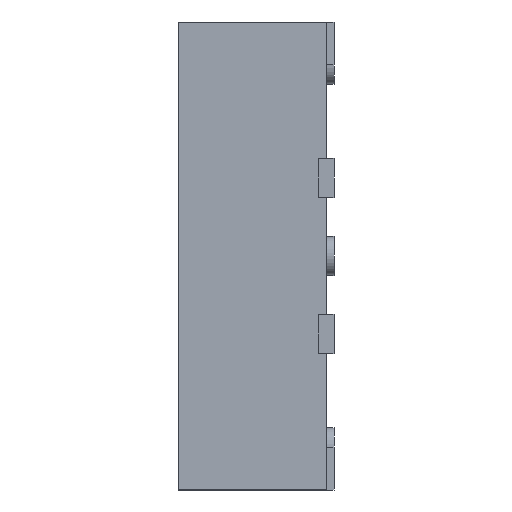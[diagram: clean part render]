
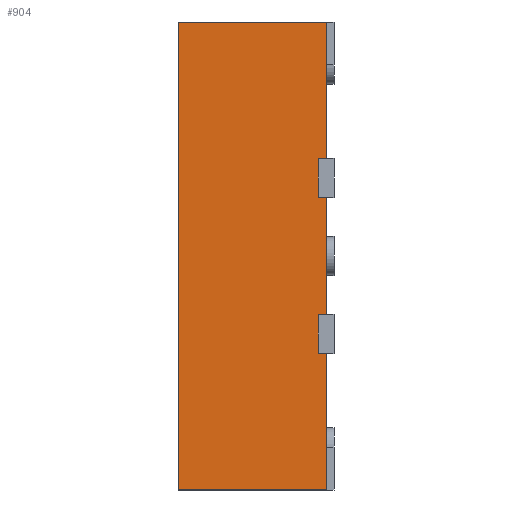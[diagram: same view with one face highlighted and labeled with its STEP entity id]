
A CAD part, left-side view. The second image highlights one B-rep face of the part: STEP entity #904.
In plain terms, the highlighted planar face has unit normal (-1, 0, 0).
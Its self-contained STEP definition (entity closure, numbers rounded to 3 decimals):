
#56 = LINE ( 'NONE', #1323, #4177 ) ;
#58 = DIRECTION ( 'NONE',  ( 0., 0., -1. ) ) ;
#88 = LINE ( 'NONE', #1396, #190 ) ;
#93 = ORIENTED_EDGE ( 'NONE', *, *, #1595, .T. ) ;
#163 = VECTOR ( 'NONE', #2846, 1000. ) ;
#176 = ORIENTED_EDGE ( 'NONE', *, *, #3484, .T. ) ;
#190 = VECTOR ( 'NONE', #3291, 1000. ) ;
#194 = EDGE_CURVE ( 'NONE', #4004, #2013, #1159, .T. ) ;
#198 = CARTESIAN_POINT ( 'NONE',  ( -1., 5.606, -1.5 ) ) ;
#216 = ORIENTED_EDGE ( 'NONE', *, *, #1607, .T. ) ;
#266 = LINE ( 'NONE', #198, #2178 ) ;
#281 = DIRECTION ( 'NONE',  ( 0., -1., 0. ) ) ;
#284 = ORIENTED_EDGE ( 'NONE', *, *, #2088, .T. ) ;
#341 = DIRECTION ( 'NONE',  ( 0., 0., 1. ) ) ;
#387 = CARTESIAN_POINT ( 'NONE',  ( -1., 0.1, 0.375 ) ) ;
#413 = ORIENTED_EDGE ( 'NONE', *, *, #4173, .T. ) ;
#574 = CARTESIAN_POINT ( 'NONE',  ( -1., 0.1, 0.625 ) ) ;
#577 = LINE ( 'NONE', #2218, #3141 ) ;
#585 = VERTEX_POINT ( 'NONE', #3202 ) ;
#600 = VECTOR ( 'NONE', #652, 1000. ) ;
#651 = DIRECTION ( 'NONE',  ( 0., 0., 1. ) ) ;
#652 = DIRECTION ( 'NONE',  ( 0., -1., 0. ) ) ;
#803 = DIRECTION ( 'NONE',  ( 0., 0., 1. ) ) ;
#857 = DIRECTION ( 'NONE',  ( 0., -1., 0. ) ) ;
#904 = ADVANCED_FACE ( 'NONE', ( #1940 ), #3260, .F. ) ;
#909 = VERTEX_POINT ( 'NONE', #2688 ) ;
#931 = EDGE_CURVE ( 'NONE', #2544, #2092, #577, .T. ) ;
#984 = VERTEX_POINT ( 'NONE', #1745 ) ;
#1067 = ORIENTED_EDGE ( 'NONE', *, *, #2911, .T. ) ;
#1159 = LINE ( 'NONE', #1459, #163 ) ;
#1219 = DIRECTION ( 'NONE',  ( 0., -1., 0. ) ) ;
#1225 = CARTESIAN_POINT ( 'NONE',  ( -1., 0.1, -0.375 ) ) ;
#1258 = CARTESIAN_POINT ( 'NONE',  ( -1., 0.1, -0.375 ) ) ;
#1301 = CARTESIAN_POINT ( 'NONE',  ( -1., 1., -1.5 ) ) ;
#1323 = CARTESIAN_POINT ( 'NONE',  ( -1., 0.1, 0.625 ) ) ;
#1396 = CARTESIAN_POINT ( 'NONE',  ( -1., 0.05, 1.5 ) ) ;
#1440 = CARTESIAN_POINT ( 'NONE',  ( -1., 0.05, 1.5 ) ) ;
#1459 = CARTESIAN_POINT ( 'NONE',  ( -1., 1., 1.5 ) ) ;
#1554 = CARTESIAN_POINT ( 'NONE',  ( -1., 0.05, 0.375 ) ) ;
#1595 = EDGE_CURVE ( 'NONE', #2848, #4227, #3222, .T. ) ;
#1607 = EDGE_CURVE ( 'NONE', #4004, #3175, #266, .T. ) ;
#1609 = VERTEX_POINT ( 'NONE', #1554 ) ;
#1685 = AXIS2_PLACEMENT_3D ( 'NONE', #3928, #2347, #58 ) ;
#1745 = CARTESIAN_POINT ( 'NONE',  ( -1., 0.05, -0.625 ) ) ;
#1779 = ORIENTED_EDGE ( 'NONE', *, *, #194, .F. ) ;
#1872 = CARTESIAN_POINT ( 'NONE',  ( -1., 0.1, -0.625 ) ) ;
#1911 = EDGE_CURVE ( 'NONE', #2013, #909, #2757, .T. ) ;
#1923 = DIRECTION ( 'NONE',  ( 0., 0., 1. ) ) ;
#1940 = FACE_OUTER_BOUND ( 'NONE', #3156, .T. ) ;
#2004 = LINE ( 'NONE', #1440, #3550 ) ;
#2013 = VERTEX_POINT ( 'NONE', #3212 ) ;
#2088 = EDGE_CURVE ( 'NONE', #4227, #585, #2561, .T. ) ;
#2092 = VERTEX_POINT ( 'NONE', #574 ) ;
#2122 = VERTEX_POINT ( 'NONE', #2240 ) ;
#2178 = VECTOR ( 'NONE', #281, 1000. ) ;
#2218 = CARTESIAN_POINT ( 'NONE',  ( -1., 0.1, 0.375 ) ) ;
#2240 = CARTESIAN_POINT ( 'NONE',  ( -1., 0.05, 0.625 ) ) ;
#2264 = ORIENTED_EDGE ( 'NONE', *, *, #931, .T. ) ;
#2286 = CARTESIAN_POINT ( 'NONE',  ( -1., 0.05, 1.5 ) ) ;
#2318 = CARTESIAN_POINT ( 'NONE',  ( -1., 0.1, -0.625 ) ) ;
#2347 = DIRECTION ( 'NONE',  ( 1., 0., 0. ) ) ;
#2400 = CARTESIAN_POINT ( 'NONE',  ( -1., 0.1, -0.375 ) ) ;
#2429 = ORIENTED_EDGE ( 'NONE', *, *, #1911, .F. ) ;
#2544 = VERTEX_POINT ( 'NONE', #3695 ) ;
#2561 = LINE ( 'NONE', #1258, #2863 ) ;
#2642 = DIRECTION ( 'NONE',  ( 0., -1., 0. ) ) ;
#2677 = LINE ( 'NONE', #387, #600 ) ;
#2688 = CARTESIAN_POINT ( 'NONE',  ( -1., 0.05, 1.5 ) ) ;
#2757 = LINE ( 'NONE', #3150, #3206 ) ;
#2846 = DIRECTION ( 'NONE',  ( 0., 0., 1. ) ) ;
#2848 = VERTEX_POINT ( 'NONE', #2318 ) ;
#2863 = VECTOR ( 'NONE', #1219, 1000. ) ;
#2911 = EDGE_CURVE ( 'NONE', #3175, #984, #2004, .T. ) ;
#3085 = VECTOR ( 'NONE', #341, 1000. ) ;
#3105 = EDGE_CURVE ( 'NONE', #2848, #984, #3812, .T. ) ;
#3141 = VECTOR ( 'NONE', #651, 1000. ) ;
#3150 = CARTESIAN_POINT ( 'NONE',  ( -1., 5.606, 1.5 ) ) ;
#3156 = EDGE_LOOP ( 'NONE', ( #4040, #2264, #3732, #176, #2429, #1779, #216, #1067, #4133, #93, #284, #413 ) ) ;
#3175 = VERTEX_POINT ( 'NONE', #3581 ) ;
#3199 = EDGE_CURVE ( 'NONE', #2544, #1609, #2677, .T. ) ;
#3202 = CARTESIAN_POINT ( 'NONE',  ( -1., 0.05, -0.375 ) ) ;
#3206 = VECTOR ( 'NONE', #857, 1000. ) ;
#3212 = CARTESIAN_POINT ( 'NONE',  ( -1., 1., 1.5 ) ) ;
#3222 = LINE ( 'NONE', #1225, #3287 ) ;
#3260 = PLANE ( 'NONE',  #1685 ) ;
#3287 = VECTOR ( 'NONE', #1923, 1000. ) ;
#3291 = DIRECTION ( 'NONE',  ( 0., 0., 1. ) ) ;
#3416 = VECTOR ( 'NONE', #4154, 1000. ) ;
#3484 = EDGE_CURVE ( 'NONE', #2122, #909, #4238, .T. ) ;
#3550 = VECTOR ( 'NONE', #803, 1000. ) ;
#3581 = CARTESIAN_POINT ( 'NONE',  ( -1., 0.05, -1.5 ) ) ;
#3620 = EDGE_CURVE ( 'NONE', #2092, #2122, #56, .T. ) ;
#3695 = CARTESIAN_POINT ( 'NONE',  ( -1., 0.1, 0.375 ) ) ;
#3732 = ORIENTED_EDGE ( 'NONE', *, *, #3620, .T. ) ;
#3812 = LINE ( 'NONE', #1872, #3416 ) ;
#3928 = CARTESIAN_POINT ( 'NONE',  ( -1., 5.606, 1.5 ) ) ;
#4004 = VERTEX_POINT ( 'NONE', #1301 ) ;
#4040 = ORIENTED_EDGE ( 'NONE', *, *, #3199, .F. ) ;
#4133 = ORIENTED_EDGE ( 'NONE', *, *, #3105, .F. ) ;
#4154 = DIRECTION ( 'NONE',  ( 0., -1., 0. ) ) ;
#4173 = EDGE_CURVE ( 'NONE', #585, #1609, #88, .T. ) ;
#4177 = VECTOR ( 'NONE', #2642, 1000. ) ;
#4227 = VERTEX_POINT ( 'NONE', #2400 ) ;
#4238 = LINE ( 'NONE', #2286, #3085 ) ;
